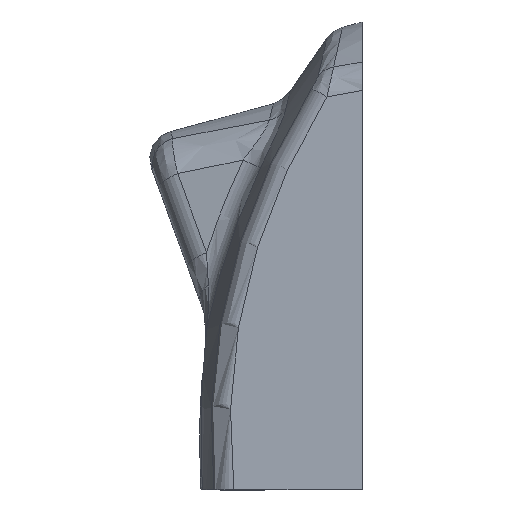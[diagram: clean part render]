
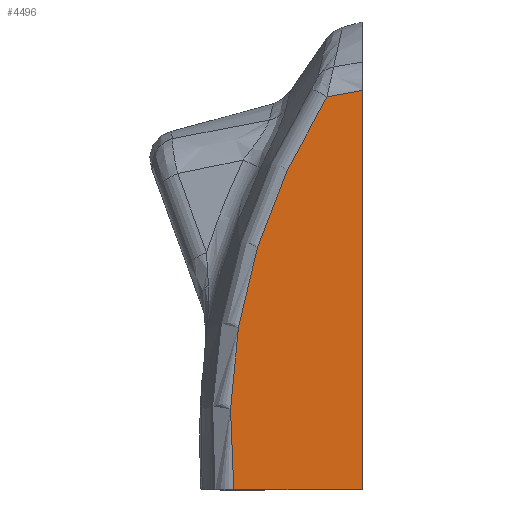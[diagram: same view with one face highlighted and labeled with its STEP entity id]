
A CAD part, left-side view. The second image highlights one B-rep face of the part: STEP entity #4496.
In plain terms, the highlighted planar face has unit normal (-0.933, 0.259, 0.25).
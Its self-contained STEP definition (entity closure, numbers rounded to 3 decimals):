
#411 = PLANE('',#412);
#412 = AXIS2_PLACEMENT_3D('',#413,#414,#415);
#413 = CARTESIAN_POINT('',(62.5,40.,0.));
#414 = DIRECTION('',(0.,0.,1.));
#415 = DIRECTION('',(1.,0.,0.));
#1501 = VERTEX_POINT('',#1502);
#1502 = CARTESIAN_POINT('',(-62.5,0.,0.));
#1516 = PLANE('',#1517);
#1517 = AXIS2_PLACEMENT_3D('',#1518,#1519,#1520);
#1518 = CARTESIAN_POINT('',(0.,0.,25.));
#1519 = DIRECTION('',(0.,-1.,0.));
#1520 = DIRECTION('',(0.,0.,-1.));
#1528 = EDGE_CURVE('',#1529,#1501,#1531,.T.);
#1529 = VERTEX_POINT('',#1530);
#1530 = CARTESIAN_POINT('',(-54.887,27.445,0.));
#1531 = SURFACE_CURVE('',#1532,(#1536,#1543),.PCURVE_S1.);
#1532 = LINE('',#1533,#1534);
#1533 = CARTESIAN_POINT('',(-60.79,6.165,0.));
#1534 = VECTOR('',#1535,1.);
#1535 = DIRECTION('',(-0.267,-0.964,0.));
#1536 = PCURVE('',#411,#1537);
#1537 = DEFINITIONAL_REPRESENTATION('',(#1538),#1542);
#1538 = LINE('',#1539,#1540);
#1539 = CARTESIAN_POINT('',(-123.29,-33.835));
#1540 = VECTOR('',#1541,1.);
#1541 = DIRECTION('',(-0.267,-0.964));
#1542 = ( GEOMETRIC_REPRESENTATION_CONTEXT(2) 
PARAMETRIC_REPRESENTATION_CONTEXT() REPRESENTATION_CONTEXT('2D SPACE',''
  ) );
#1543 = PCURVE('',#1544,#1549);
#1544 = PLANE('',#1545);
#1545 = AXIS2_PLACEMENT_3D('',#1546,#1547,#1548);
#1546 = CARTESIAN_POINT('',(-38.565,0.,89.325));
#1547 = DIRECTION('',(-0.933,0.259,0.25));
#1548 = DIRECTION('',(-0.267,-0.964,
    0.));
#1549 = DEFINITIONAL_REPRESENTATION('',(#1550),#1554);
#1550 = LINE('',#1551,#1552);
#1551 = CARTESIAN_POINT('',(0.,-92.254));
#1552 = VECTOR('',#1553,1.);
#1553 = DIRECTION('',(1.,0.));
#1554 = ( GEOMETRIC_REPRESENTATION_CONTEXT(2) 
PARAMETRIC_REPRESENTATION_CONTEXT() REPRESENTATION_CONTEXT('2D SPACE',''
  ) );
#1594 = TOROIDAL_SURFACE('',#1595,129.48,6.);
#1595 = AXIS2_PLACEMENT_3D('',#1596,#1597,#1598);
#1596 = CARTESIAN_POINT('',(-77.787,-98.422,
    20.843));
#1597 = DIRECTION('',(-0.933,0.259,0.25));
#1598 = DIRECTION('',(-0.267,-0.964,
    0.));
#2892 = VERTEX_POINT('',#2893);
#2893 = CARTESIAN_POINT('',(-39.618,0.,85.397));
#2929 = ( BOUNDED_SURFACE() B_SPLINE_SURFACE(3,2,(
    (#2930,#2931,#2932)
    ,(#2933,#2934,#2935)
    ,(#2936,#2937,#2938)
    ,(#2939,#2940,#2941
)),.UNSPECIFIED.,.F.,.F.,.F.) B_SPLINE_SURFACE_WITH_KNOTS((4,4),(3,3),(
    0.098,0.107),(0.,1.),
.PIECEWISE_BEZIER_KNOTS.) GEOMETRIC_REPRESENTATION_ITEM() 
RATIONAL_B_SPLINE_SURFACE((
    (1.,0.919,1.)
    ,(1.,0.92,1.)
    ,(1.,0.921,1.)
,(1.,0.922,1.))) REPRESENTATION_ITEM('') SURFACE() );
#2930 = CARTESIAN_POINT('',(-37.896,7.548,
    84.008));
#2931 = CARTESIAN_POINT('',(-36.67,8.025,
    88.092));
#2932 = CARTESIAN_POINT('',(-32.924,7.548,
    90.129));
#2933 = CARTESIAN_POINT('',(-38.491,4.939,
    84.491));
#2934 = CARTESIAN_POINT('',(-37.272,5.412,
    88.548));
#2935 = CARTESIAN_POINT('',(-33.561,4.939,
    90.59));
#2936 = CARTESIAN_POINT('',(-39.086,2.329,
    84.971));
#2937 = CARTESIAN_POINT('',(-37.876,2.796,
    89.003));
#2938 = CARTESIAN_POINT('',(-34.197,2.329,
    91.049));
#2939 = CARTESIAN_POINT('',(-39.682,-0.281,
    85.448));
#2940 = CARTESIAN_POINT('',(-38.481,0.177,
    89.456));
#2941 = CARTESIAN_POINT('',(-34.834,-0.281,
    91.505));
#2993 = EDGE_CURVE('',#1501,#2892,#2994,.T.);
#2994 = SURFACE_CURVE('',#2995,(#2999,#3006),.PCURVE_S1.);
#2995 = LINE('',#2996,#2997);
#2996 = CARTESIAN_POINT('',(-38.565,0.,89.325));
#2997 = VECTOR('',#2998,1.);
#2998 = DIRECTION('',(0.259,0.,0.966));
#2999 = PCURVE('',#1516,#3000);
#3000 = DEFINITIONAL_REPRESENTATION('',(#3001),#3005);
#3001 = LINE('',#3002,#3003);
#3002 = CARTESIAN_POINT('',(-64.325,-38.565));
#3003 = VECTOR('',#3004,1.);
#3004 = DIRECTION('',(-0.966,0.259));
#3005 = ( GEOMETRIC_REPRESENTATION_CONTEXT(2) 
PARAMETRIC_REPRESENTATION_CONTEXT() REPRESENTATION_CONTEXT('2D SPACE',''
  ) );
#3006 = PCURVE('',#1544,#3007);
#3007 = DEFINITIONAL_REPRESENTATION('',(#3008),#3012);
#3008 = LINE('',#3009,#3010);
#3009 = CARTESIAN_POINT('',(0.,0.));
#3010 = VECTOR('',#3011,1.);
#3011 = DIRECTION('',(-0.069,0.998));
#3012 = ( GEOMETRIC_REPRESENTATION_CONTEXT(2) 
PARAMETRIC_REPRESENTATION_CONTEXT() REPRESENTATION_CONTEXT('2D SPACE',''
  ) );
#4496 = ADVANCED_FACE('',(#4497),#1544,.T.);
#4497 = FACE_BOUND('',#4498,.T.);
#4498 = EDGE_LOOP('',(#4499,#4529,#4551,#4552));
#4499 = ORIENTED_EDGE('',*,*,#4500,.T.);
#4500 = EDGE_CURVE('',#2892,#4501,#4503,.T.);
#4501 = VERTEX_POINT('',#4502);
#4502 = CARTESIAN_POINT('',(-37.907,7.502,
    84.017));
#4503 = SURFACE_CURVE('',#4504,(#4512,#4523),.PCURVE_S1.);
#4504 = B_SPLINE_CURVE_WITH_KNOTS('',3,(#4505,#4506,#4507,#4508,#4509,
    #4510,#4511),.UNSPECIFIED.,.F.,.F.,(4,3,4),(0.,
    0.004,0.008),.UNSPECIFIED.);
#4505 = CARTESIAN_POINT('',(-39.618,0.,85.397));
#4506 = CARTESIAN_POINT('',(-39.321,1.3,
    85.159));
#4507 = CARTESIAN_POINT('',(-39.024,2.599,
    84.921));
#4508 = CARTESIAN_POINT('',(-38.728,3.899,
    84.682));
#4509 = CARTESIAN_POINT('',(-38.454,5.1,
    84.461));
#4510 = CARTESIAN_POINT('',(-38.18,6.301,
    84.239));
#4511 = CARTESIAN_POINT('',(-37.907,7.502,
    84.017));
#4512 = PCURVE('',#1544,#4513);
#4513 = DEFINITIONAL_REPRESENTATION('',(#4514),#4522);
#4514 = B_SPLINE_CURVE_WITH_KNOTS('',3,(#4515,#4516,#4517,#4518,#4519,
    #4520,#4521),.UNSPECIFIED.,.F.,.F.,(4,3,4),(0.,
    0.004,0.008),.UNSPECIFIED.);
#4515 = CARTESIAN_POINT('',(0.281,-4.057));
#4516 = CARTESIAN_POINT('',(-1.05,-4.302));
#4517 = CARTESIAN_POINT('',(-2.382,-4.549));
#4518 = CARTESIAN_POINT('',(-3.714,-4.796));
#4519 = CARTESIAN_POINT('',(-4.944,-5.024));
#4520 = CARTESIAN_POINT('',(-6.175,-5.253));
#4521 = CARTESIAN_POINT('',(-7.405,-5.482));
#4522 = ( GEOMETRIC_REPRESENTATION_CONTEXT(2) 
PARAMETRIC_REPRESENTATION_CONTEXT() REPRESENTATION_CONTEXT('2D SPACE',''
  ) );
#4523 = PCURVE('',#2929,#4524);
#4524 = DEFINITIONAL_REPRESENTATION('',(#4525),#4528);
#4525 = B_SPLINE_CURVE_WITH_KNOTS('',1,(#4526,#4527),.UNSPECIFIED.,.F.,
  .F.,(2,2),(0.,0.008),
  .PIECEWISE_BEZIER_KNOTS.);
#4526 = CARTESIAN_POINT('',(0.106,0.));
#4527 = CARTESIAN_POINT('',(0.098,0.));
#4528 = ( GEOMETRIC_REPRESENTATION_CONTEXT(2) 
PARAMETRIC_REPRESENTATION_CONTEXT() REPRESENTATION_CONTEXT('2D SPACE',''
  ) );
#4529 = ORIENTED_EDGE('',*,*,#4530,.T.);
#4530 = EDGE_CURVE('',#4501,#1529,#4531,.T.);
#4531 = SURFACE_CURVE('',#4532,(#4537,#4544),.PCURVE_S1.);
#4532 = CIRCLE('',#4533,129.48);
#4533 = AXIS2_PLACEMENT_3D('',#4534,#4535,#4536);
#4534 = CARTESIAN_POINT('',(-83.385,-96.869,
    22.343));
#4535 = DIRECTION('',(-0.933,0.259,0.25));
#4536 = DIRECTION('',(-0.267,-0.964,
    0.));
#4537 = PCURVE('',#1544,#4538);
#4538 = DEFINITIONAL_REPRESENTATION('',(#4539),#4543);
#4539 = CIRCLE('',#4540,129.48);
#4540 = AXIS2_PLACEMENT_2D('',#4541,#4542);
#4541 = CARTESIAN_POINT('',(105.325,-69.179));
#4542 = DIRECTION('',(1.,0.));
#4543 = ( GEOMETRIC_REPRESENTATION_CONTEXT(2) 
PARAMETRIC_REPRESENTATION_CONTEXT() REPRESENTATION_CONTEXT('2D SPACE',''
  ) );
#4544 = PCURVE('',#1594,#4545);
#4545 = DEFINITIONAL_REPRESENTATION('',(#4546),#4550);
#4546 = LINE('',#4547,#4548);
#4547 = CARTESIAN_POINT('',(0.,1.571));
#4548 = VECTOR('',#4549,1.);
#4549 = DIRECTION('',(1.,0.));
#4550 = ( GEOMETRIC_REPRESENTATION_CONTEXT(2) 
PARAMETRIC_REPRESENTATION_CONTEXT() REPRESENTATION_CONTEXT('2D SPACE',''
  ) );
#4551 = ORIENTED_EDGE('',*,*,#1528,.T.);
#4552 = ORIENTED_EDGE('',*,*,#2993,.T.);
